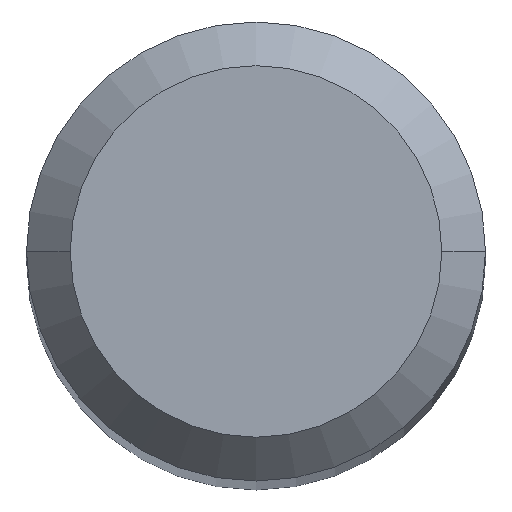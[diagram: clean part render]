
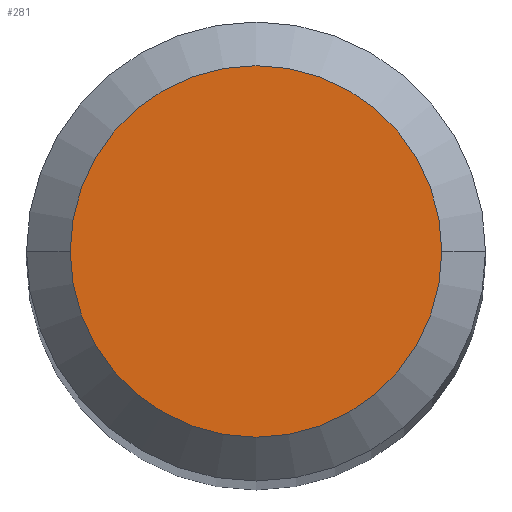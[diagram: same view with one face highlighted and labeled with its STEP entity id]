
A CAD part, top view. The second image highlights one B-rep face of the part: STEP entity #281.
In plain terms, the highlighted planar face has unit normal (0, 0, 1).
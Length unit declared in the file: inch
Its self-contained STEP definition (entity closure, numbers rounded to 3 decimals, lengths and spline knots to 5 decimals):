
#2 = DIRECTION ( 'NONE',  ( 0., 0., 1. ) ) ;
#5 = EDGE_CURVE ( 'NONE', #259, #312, #91, .T. ) ;
#30 = FACE_OUTER_BOUND ( 'NONE', #286, .T. ) ;
#52 = DIRECTION ( 'NONE',  ( 1., 0., 0. ) ) ;
#66 = AXIS2_PLACEMENT_3D ( 'NONE', #280, #301, #177 ) ;
#91 = CIRCLE ( 'NONE', #265, 0.06374 ) ;
#104 = CIRCLE ( 'NONE', #66, 0.06374 ) ;
#114 = DIRECTION ( 'NONE',  ( 0., 0., 1. ) ) ;
#115 = CARTESIAN_POINT ( 'NONE',  ( 0., 0., 1.9685 ) ) ;
#116 = CARTESIAN_POINT ( 'NONE',  ( 0.06374, 0., 1.9685 ) ) ;
#125 = DIRECTION ( 'NONE',  ( 1., 0., 0. ) ) ;
#158 = PLANE ( 'NONE',  #315 ) ;
#163 = EDGE_CURVE ( 'NONE', #312, #259, #104, .T. ) ;
#172 = ORIENTED_EDGE ( 'NONE', *, *, #163, .T. ) ;
#177 = DIRECTION ( 'NONE',  ( 1., 0., 0. ) ) ;
#244 = CARTESIAN_POINT ( 'NONE',  ( -0.06374, 0., 1.9685 ) ) ;
#259 = VERTEX_POINT ( 'NONE', #116 ) ;
#265 = AXIS2_PLACEMENT_3D ( 'NONE', #293, #114, #52 ) ;
#280 = CARTESIAN_POINT ( 'NONE',  ( 0., 0., 1.9685 ) ) ;
#281 = ADVANCED_FACE ( 'NONE', ( #30 ), #158, .T. ) ;
#283 = ORIENTED_EDGE ( 'NONE', *, *, #5, .T. ) ;
#286 = EDGE_LOOP ( 'NONE', ( #172, #283 ) ) ;
#293 = CARTESIAN_POINT ( 'NONE',  ( 0., 0., 1.9685 ) ) ;
#301 = DIRECTION ( 'NONE',  ( 0., 0., 1. ) ) ;
#312 = VERTEX_POINT ( 'NONE', #244 ) ;
#315 = AXIS2_PLACEMENT_3D ( 'NONE', #115, #2, #125 ) ;
